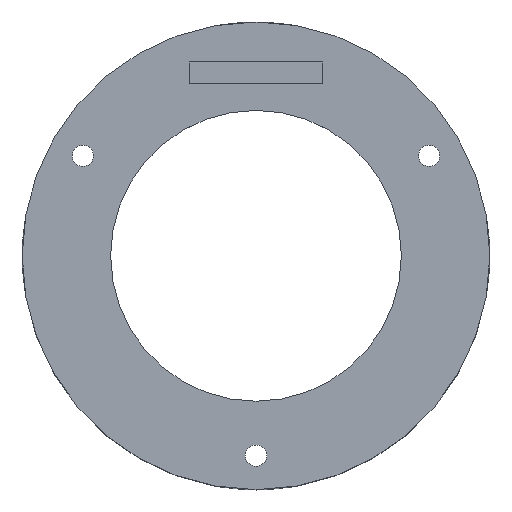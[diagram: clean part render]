
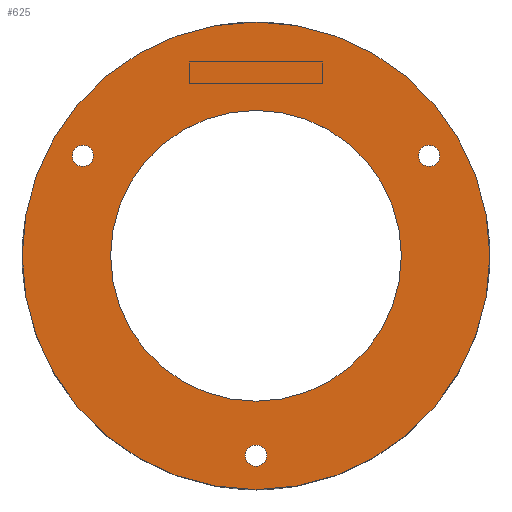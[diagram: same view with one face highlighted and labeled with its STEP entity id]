
A CAD part, top view. The second image highlights one B-rep face of the part: STEP entity #625.
In plain terms, the highlighted planar face has unit normal (0, 0, 1).
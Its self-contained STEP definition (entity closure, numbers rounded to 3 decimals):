
#32=FACE_BOUND('',#149,.T.);
#33=FACE_BOUND('',#150,.T.);
#34=FACE_BOUND('',#151,.T.);
#35=FACE_BOUND('',#152,.T.);
#41=CIRCLE('',#678,12.);
#44=CIRCLE('',#684,0.879);
#47=CIRCLE('',#689,0.879);
#49=CIRCLE('',#693,0.879);
#55=CIRCLE('',#706,19.3);
#69=PLANE('',#707);
#103=FACE_OUTER_BOUND('',#148,.T.);
#148=EDGE_LOOP('',(#571));
#149=EDGE_LOOP('',(#572));
#150=EDGE_LOOP('',(#573));
#151=EDGE_LOOP('',(#574));
#152=EDGE_LOOP('',(#575));
#299=VERTEX_POINT('',#1188);
#306=VERTEX_POINT('',#1210);
#309=VERTEX_POINT('',#1220);
#311=VERTEX_POINT('',#1228);
#317=VERTEX_POINT('',#1256);
#371=EDGE_CURVE('',#299,#299,#41,.T.);
#381=EDGE_CURVE('',#306,#306,#44,.T.);
#386=EDGE_CURVE('',#309,#309,#47,.T.);
#390=EDGE_CURVE('',#311,#311,#49,.T.);
#403=EDGE_CURVE('',#317,#317,#55,.T.);
#571=ORIENTED_EDGE('',*,*,#403,.F.);
#572=ORIENTED_EDGE('',*,*,#371,.T.);
#573=ORIENTED_EDGE('',*,*,#381,.T.);
#574=ORIENTED_EDGE('',*,*,#386,.T.);
#575=ORIENTED_EDGE('',*,*,#390,.T.);
#625=ADVANCED_FACE('',(#103,#32,#33,#34,#35),#69,.T.);
#678=AXIS2_PLACEMENT_3D('',#1190,#806,#807);
#684=AXIS2_PLACEMENT_3D('',#1212,#824,#825);
#689=AXIS2_PLACEMENT_3D('',#1222,#836,#837);
#693=AXIS2_PLACEMENT_3D('',#1230,#846,#847);
#706=AXIS2_PLACEMENT_3D('',#1258,#878,#879);
#707=AXIS2_PLACEMENT_3D('',#1259,#880,#881);
#806=DIRECTION('center_axis',(0.,0.,-1.));
#807=DIRECTION('ref_axis',(-1.,0.,0.));
#824=DIRECTION('center_axis',(0.,0.,-1.));
#825=DIRECTION('ref_axis',(-1.,0.,0.));
#836=DIRECTION('center_axis',(0.,0.,-1.));
#837=DIRECTION('ref_axis',(-1.,0.,0.));
#846=DIRECTION('center_axis',(0.,0.,-1.));
#847=DIRECTION('ref_axis',(-1.,0.,0.));
#878=DIRECTION('center_axis',(0.,0.,-1.));
#879=DIRECTION('ref_axis',(1.,0.,0.));
#880=DIRECTION('center_axis',(0.,0.,1.));
#881=DIRECTION('ref_axis',(1.,0.,0.));
#1188=CARTESIAN_POINT('',(25.,0.,0.));
#1190=CARTESIAN_POINT('Origin',(13.,0.,0.));
#1210=CARTESIAN_POINT('',(28.168,8.25,0.));
#1212=CARTESIAN_POINT('Origin',(27.289,8.25,0.));
#1220=CARTESIAN_POINT('',(13.879,-16.5,0.));
#1222=CARTESIAN_POINT('Origin',(13.,-16.5,0.));
#1228=CARTESIAN_POINT('',(-0.411,8.25,0.));
#1230=CARTESIAN_POINT('Origin',(-1.289,8.25,0.));
#1256=CARTESIAN_POINT('',(32.3,0.,0.));
#1258=CARTESIAN_POINT('Origin',(13.,0.,0.));
#1259=CARTESIAN_POINT('Origin',(-6.3,0.,0.));
